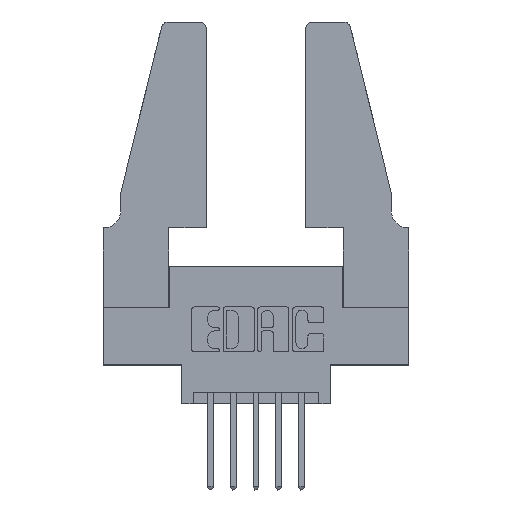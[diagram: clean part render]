
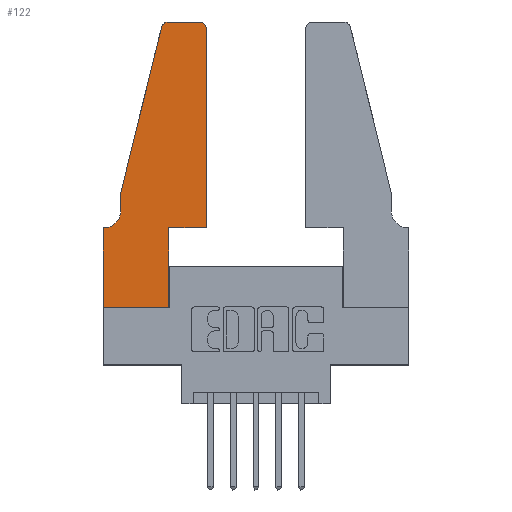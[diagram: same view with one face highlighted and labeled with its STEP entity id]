
A CAD part, top view. The second image highlights one B-rep face of the part: STEP entity #122.
In plain terms, the highlighted planar face has unit normal (0, 0, 1).
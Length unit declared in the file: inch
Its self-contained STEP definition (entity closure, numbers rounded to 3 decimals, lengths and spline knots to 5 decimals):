
#76 = CARTESIAN_POINT ( 'NONE',  ( 0.2865, 0.35, 0.37 ) ) ;
#122 = ADVANCED_FACE ( 'NONE', ( #2308 ), #10160, .T. ) ;
#214 = VECTOR ( 'NONE', #10315, 39.37008 ) ;
#248 = ORIENTED_EDGE ( 'NONE', *, *, #10933, .T. ) ;
#372 = CIRCLE ( 'NONE', #10477, 0.03 ) ;
#582 = CARTESIAN_POINT ( 'NONE',  ( 0.0755, 0.5, 0.37 ) ) ;
#693 = CARTESIAN_POINT ( 'NONE',  ( 0.4505, 0.35, 0.37 ) ) ;
#704 = CARTESIAN_POINT ( 'NONE',  ( 0., 0., 0.37 ) ) ;
#904 = VECTOR ( 'NONE', #10869, 39.37008 ) ;
#1109 = DIRECTION ( 'NONE',  ( 0., 0., 1. ) ) ;
#1264 = VERTEX_POINT ( 'NONE', #2544 ) ;
#1512 = CARTESIAN_POINT ( 'NONE',  ( 0.2605, 1.25, 0.37 ) ) ;
#1558 = VECTOR ( 'NONE', #6704, 39.37008 ) ;
#1641 = LINE ( 'NONE', #6953, #8938 ) ;
#1847 = LINE ( 'NONE', #2593, #10781 ) ;
#1916 = CARTESIAN_POINT ( 'NONE',  ( 0.4505, 1.22, 0.37 ) ) ;
#2001 = VECTOR ( 'NONE', #4769, 39.37008 ) ;
#2040 = EDGE_CURVE ( 'NONE', #3469, #3440, #6863, .T. ) ;
#2096 = CARTESIAN_POINT ( 'NONE',  ( 0.4205, 1.25, 0.37 ) ) ;
#2268 = VECTOR ( 'NONE', #4957, 39.37008 ) ;
#2308 = FACE_OUTER_BOUND ( 'NONE', #3703, .T. ) ;
#2439 = CARTESIAN_POINT ( 'NONE',  ( 0.0055, 0.42, 0.37 ) ) ;
#2544 = CARTESIAN_POINT ( 'NONE',  ( 0.0755, 0.5, 0.37 ) ) ;
#2593 = CARTESIAN_POINT ( 'NONE',  ( 0., 0., 0.37 ) ) ;
#2832 = DIRECTION ( 'NONE',  ( 0., 0., 1. ) ) ;
#2884 = CIRCLE ( 'NONE', #4817, 0.07 ) ;
#2978 = EDGE_CURVE ( 'NONE', #6589, #10602, #4406, .T. ) ;
#3005 = CARTESIAN_POINT ( 'NONE',  ( 0., 0., 0.37 ) ) ;
#3202 = CARTESIAN_POINT ( 'NONE',  ( 0.0055, 0.35, 0.37 ) ) ;
#3270 = CARTESIAN_POINT ( 'NONE',  ( 0.284, 1.25, 0.37 ) ) ;
#3283 = LINE ( 'NONE', #1512, #3427 ) ;
#3418 = AXIS2_PLACEMENT_3D ( 'NONE', #5428, #1109, #3739 ) ;
#3427 = VECTOR ( 'NONE', #6660, 39.37008 ) ;
#3440 = VERTEX_POINT ( 'NONE', #7196 ) ;
#3467 = DIRECTION ( 'NONE',  ( 1., 0., 0. ) ) ;
#3469 = VERTEX_POINT ( 'NONE', #3202 ) ;
#3647 = VERTEX_POINT ( 'NONE', #3856 ) ;
#3678 = VERTEX_POINT ( 'NONE', #2096 ) ;
#3703 = EDGE_LOOP ( 'NONE', ( #6567, #5159, #9034, #248, #6072, #7693, #8720, #5459, #7860, #11000, #10586, #4487 ) ) ;
#3708 = DIRECTION ( 'NONE',  ( 1., 0., 0. ) ) ;
#3712 = EDGE_CURVE ( 'NONE', #4583, #3678, #372, .T. ) ;
#3739 = DIRECTION ( 'NONE',  ( 1., 0., 0. ) ) ;
#3856 = CARTESIAN_POINT ( 'NONE',  ( 0.0755, 0.42, 0.37 ) ) ;
#3871 = LINE ( 'NONE', #693, #214 ) ;
#3914 = EDGE_CURVE ( 'NONE', #4633, #6589, #1641, .T. ) ;
#4406 = LINE ( 'NONE', #4773, #904 ) ;
#4487 = ORIENTED_EDGE ( 'NONE', *, *, #3712, .T. ) ;
#4583 = VERTEX_POINT ( 'NONE', #1916 ) ;
#4633 = VERTEX_POINT ( 'NONE', #6821 ) ;
#4769 = DIRECTION ( 'NONE',  ( 0., -1., 0. ) ) ;
#4773 = CARTESIAN_POINT ( 'NONE',  ( 0.4505, 0.35, 0.37 ) ) ;
#4817 = AXIS2_PLACEMENT_3D ( 'NONE', #2439, #4924, #11036 ) ;
#4871 = DIRECTION ( 'NONE',  ( 0., 0., 1. ) ) ;
#4924 = DIRECTION ( 'NONE',  ( 0., 0., -1. ) ) ;
#4949 = CARTESIAN_POINT ( 'NONE',  ( 0., 0.35, 0.37 ) ) ;
#4957 = DIRECTION ( 'NONE',  ( 0., -1., 0. ) ) ;
#5159 = ORIENTED_EDGE ( 'NONE', *, *, #7328, .T. ) ;
#5334 = CARTESIAN_POINT ( 'NONE',  ( 0.4505, 0.35, 0.37 ) ) ;
#5428 = CARTESIAN_POINT ( 'NONE',  ( 0.284, 1.22, 0.37 ) ) ;
#5459 = ORIENTED_EDGE ( 'NONE', *, *, #6653, .T. ) ;
#5625 = CARTESIAN_POINT ( 'NONE',  ( 0.25487, 1.22718, 0.37 ) ) ;
#5685 = DIRECTION ( 'NONE',  ( 1., 0., 0. ) ) ;
#6072 = ORIENTED_EDGE ( 'NONE', *, *, #7865, .T. ) ;
#6168 = DIRECTION ( 'NONE',  ( 0., 1., 0. ) ) ;
#6326 = VECTOR ( 'NONE', #7351, 39.37008 ) ;
#6567 = ORIENTED_EDGE ( 'NONE', *, *, #7867, .T. ) ;
#6589 = VERTEX_POINT ( 'NONE', #76 ) ;
#6653 = EDGE_CURVE ( 'NONE', #6979, #4633, #1847, .T. ) ;
#6660 = DIRECTION ( 'NONE',  ( -1., 0., 0. ) ) ;
#6704 = DIRECTION ( 'NONE',  ( -0.239, -0.971, 0. ) ) ;
#6821 = CARTESIAN_POINT ( 'NONE',  ( 0.2865, 0., 0.37 ) ) ;
#6863 = LINE ( 'NONE', #10930, #6326 ) ;
#6953 = CARTESIAN_POINT ( 'NONE',  ( 0.2865, 0.35, 0.37 ) ) ;
#6954 = CIRCLE ( 'NONE', #3418, 0.03 ) ;
#6979 = VERTEX_POINT ( 'NONE', #704 ) ;
#7059 = EDGE_CURVE ( 'NONE', #7728, #1264, #8033, .T. ) ;
#7196 = CARTESIAN_POINT ( 'NONE',  ( 0., 0.35, 0.37 ) ) ;
#7326 = CARTESIAN_POINT ( 'NONE',  ( 0.4205, 1.22, 0.37 ) ) ;
#7328 = EDGE_CURVE ( 'NONE', #10143, #7728, #6954, .T. ) ;
#7351 = DIRECTION ( 'NONE',  ( -1., 0., 0. ) ) ;
#7693 = ORIENTED_EDGE ( 'NONE', *, *, #2040, .T. ) ;
#7728 = VERTEX_POINT ( 'NONE', #5625 ) ;
#7860 = ORIENTED_EDGE ( 'NONE', *, *, #3914, .T. ) ;
#7865 = EDGE_CURVE ( 'NONE', #3647, #3469, #2884, .T. ) ;
#7867 = EDGE_CURVE ( 'NONE', #3678, #10143, #3283, .T. ) ;
#8033 = LINE ( 'NONE', #10254, #1558 ) ;
#8720 = ORIENTED_EDGE ( 'NONE', *, *, #10856, .T. ) ;
#8938 = VECTOR ( 'NONE', #6168, 39.37008 ) ;
#9034 = ORIENTED_EDGE ( 'NONE', *, *, #7059, .T. ) ;
#9440 = LINE ( 'NONE', #582, #2268 ) ;
#9712 = LINE ( 'NONE', #3005, #2001 ) ;
#10143 = VERTEX_POINT ( 'NONE', #3270 ) ;
#10160 = PLANE ( 'NONE',  #10661 ) ;
#10254 = CARTESIAN_POINT ( 'NONE',  ( 0.0755, 0.5, 0.37 ) ) ;
#10315 = DIRECTION ( 'NONE',  ( 0., 1., 0. ) ) ;
#10477 = AXIS2_PLACEMENT_3D ( 'NONE', #7326, #2832, #3708 ) ;
#10586 = ORIENTED_EDGE ( 'NONE', *, *, #11140, .T. ) ;
#10602 = VERTEX_POINT ( 'NONE', #5334 ) ;
#10661 = AXIS2_PLACEMENT_3D ( 'NONE', #4949, #4871, #5685 ) ;
#10781 = VECTOR ( 'NONE', #3467, 39.37008 ) ;
#10856 = EDGE_CURVE ( 'NONE', #3440, #6979, #9712, .T. ) ;
#10869 = DIRECTION ( 'NONE',  ( 1., 0., 0. ) ) ;
#10930 = CARTESIAN_POINT ( 'NONE',  ( 0.0755, 0.35, 0.37 ) ) ;
#10933 = EDGE_CURVE ( 'NONE', #1264, #3647, #9440, .T. ) ;
#11000 = ORIENTED_EDGE ( 'NONE', *, *, #2978, .T. ) ;
#11036 = DIRECTION ( 'NONE',  ( -1., 0., 0. ) ) ;
#11140 = EDGE_CURVE ( 'NONE', #10602, #4583, #3871, .T. ) ;
